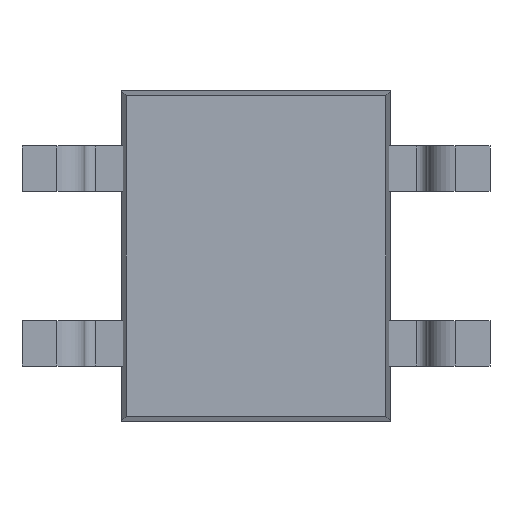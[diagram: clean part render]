
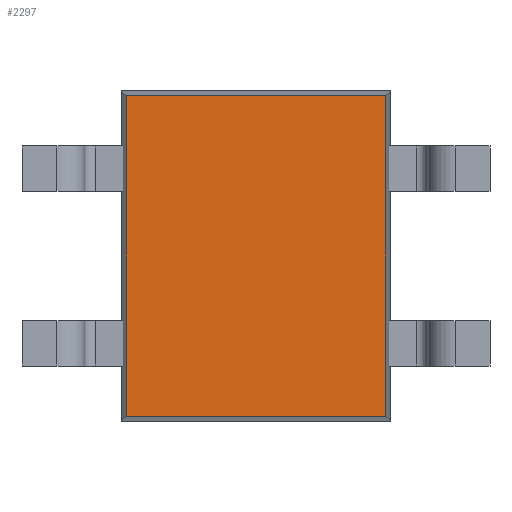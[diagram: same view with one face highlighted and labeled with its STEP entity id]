
A CAD part, front view. The second image highlights one B-rep face of the part: STEP entity #2297.
In plain terms, the highlighted planar face has unit normal (0, -1, 0).
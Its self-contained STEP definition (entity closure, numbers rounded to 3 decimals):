
#36 = EDGE_CURVE ( 'NONE', #1582, #2391, #55, .T. ) ;
#55 = LINE ( 'NONE', #1917, #890 ) ;
#193 = LINE ( 'NONE', #258, #2085 ) ;
#244 = CARTESIAN_POINT ( 'NONE',  ( 0., 0.2, 0. ) ) ;
#255 = PLANE ( 'NONE',  #1113 ) ;
#258 = CARTESIAN_POINT ( 'NONE',  ( -1.925, 0.2, 2.293 ) ) ;
#297 = LINE ( 'NONE', #1057, #366 ) ;
#366 = VECTOR ( 'NONE', #1870, 1000. ) ;
#464 = VERTEX_POINT ( 'NONE', #1735 ) ;
#476 = EDGE_LOOP ( 'NONE', ( #2426, #1803, #742, #682 ) ) ;
#665 = DIRECTION ( 'NONE',  ( 0., 0., 1. ) ) ;
#682 = ORIENTED_EDGE ( 'NONE', *, *, #1520, .T. ) ;
#742 = ORIENTED_EDGE ( 'NONE', *, *, #36, .T. ) ;
#870 = DIRECTION ( 'NONE',  ( 0., 1., 0. ) ) ;
#890 = VECTOR ( 'NONE', #1754, 1000. ) ;
#1057 = CARTESIAN_POINT ( 'NONE',  ( -1.925, 0.2, -2.293 ) ) ;
#1087 = DIRECTION ( 'NONE',  ( -1., 0., 0. ) ) ;
#1113 = AXIS2_PLACEMENT_3D ( 'NONE', #244, #870, #665 ) ;
#1157 = DIRECTION ( 'NONE',  ( 0., 0., 1. ) ) ;
#1316 = VERTEX_POINT ( 'NONE', #2485 ) ;
#1341 = LINE ( 'NONE', #1734, #1829 ) ;
#1520 = EDGE_CURVE ( 'NONE', #2391, #464, #297, .T. ) ;
#1582 = VERTEX_POINT ( 'NONE', #1910 ) ;
#1707 = EDGE_CURVE ( 'NONE', #1316, #1582, #193, .T. ) ;
#1734 = CARTESIAN_POINT ( 'NONE',  ( 1.855, 0.2, 2.362 ) ) ;
#1735 = CARTESIAN_POINT ( 'NONE',  ( 1.855, 0.2, -2.293 ) ) ;
#1754 = DIRECTION ( 'NONE',  ( 0., 0., -1. ) ) ;
#1803 = ORIENTED_EDGE ( 'NONE', *, *, #1707, .T. ) ;
#1829 = VECTOR ( 'NONE', #1157, 1000. ) ;
#1870 = DIRECTION ( 'NONE',  ( 1., 0., 0. ) ) ;
#1910 = CARTESIAN_POINT ( 'NONE',  ( -1.855, 0.2, 2.293 ) ) ;
#1917 = CARTESIAN_POINT ( 'NONE',  ( -1.855, 0.2, 2.362 ) ) ;
#1982 = CARTESIAN_POINT ( 'NONE',  ( -1.855, 0.2, -2.293 ) ) ;
#2085 = VECTOR ( 'NONE', #1087, 1000. ) ;
#2297 = ADVANCED_FACE ( 'NONE', ( #2412 ), #255, .F. ) ;
#2375 = EDGE_CURVE ( 'NONE', #464, #1316, #1341, .T. ) ;
#2391 = VERTEX_POINT ( 'NONE', #1982 ) ;
#2412 = FACE_OUTER_BOUND ( 'NONE', #476, .T. ) ;
#2426 = ORIENTED_EDGE ( 'NONE', *, *, #2375, .T. ) ;
#2485 = CARTESIAN_POINT ( 'NONE',  ( 1.855, 0.2, 2.293 ) ) ;
